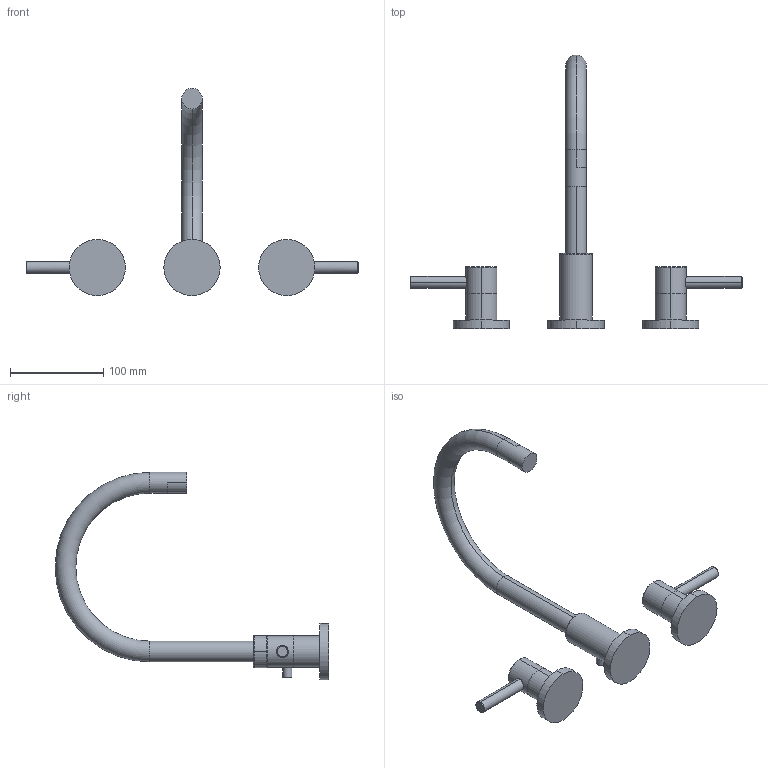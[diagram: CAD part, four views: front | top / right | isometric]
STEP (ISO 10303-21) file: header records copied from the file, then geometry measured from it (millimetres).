
FILE_DESCRIPTION((''),'2;1');
FILE_NAME('1500','2020-11-26T14:44:25',('jinson.thomas'),(''),'CREO PARAMETRIC BY PTC INC, 2018400','CREO PARAMETRIC BY PTC INC, 2018400','');
FILE_SCHEMA(('CONFIG_CONTROL_DESIGN'));
Length unit declared in the file: inch
Products named in the file (1): 1500
Bounding box: 355.92 x 293.48 x 222.28 mm (x, y, z)
Volume: 432849.2 mm3; surface area: 77639.6 mm2
Topology: 3 solids, 3 shells, 53 faces, 108 edges, 70 vertices
Faces by surface type: cylinder 26, plane 15, torus 12
Entity records: 1728 total; most frequent: CARTESIAN_POINT 507, DIRECTION 282, ORIENTED_EDGE 216, AXIS2_PLACEMENT_3D 127, EDGE_CURVE 108, CIRCLE 74, VERTEX_POINT 70, EDGE_LOOP 62
